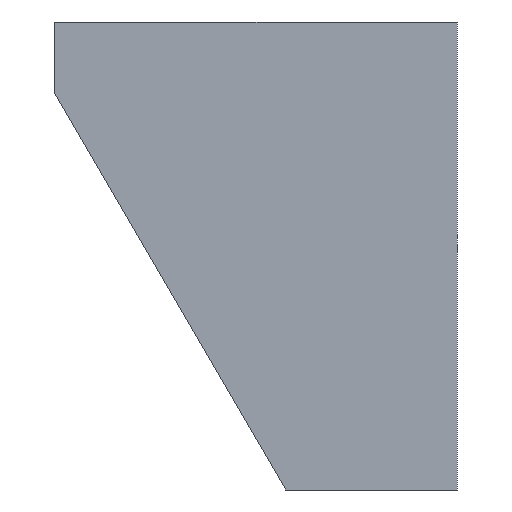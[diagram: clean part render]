
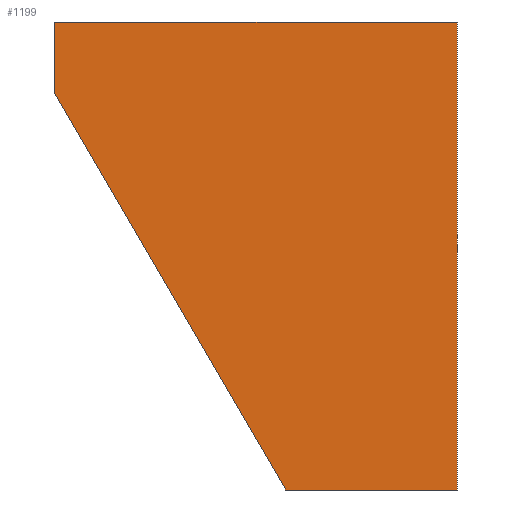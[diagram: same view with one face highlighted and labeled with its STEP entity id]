
A CAD part, left-side view. The second image highlights one B-rep face of the part: STEP entity #1199.
In plain terms, the highlighted planar face has unit normal (-1, 0, 0).
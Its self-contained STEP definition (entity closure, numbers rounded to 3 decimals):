
#27 = LINE ( 'NONE', #393, #1860 ) ;
#42 = CARTESIAN_POINT ( 'NONE',  ( -83., 8.5, 1.525 ) ) ;
#67 = LINE ( 'NONE', #2529, #1791 ) ;
#107 = EDGE_CURVE ( 'NONE', #1577, #2341, #947, .T. ) ;
#200 = CARTESIAN_POINT ( 'NONE',  ( -83., 0., 3.5 ) ) ;
#229 = FACE_OUTER_BOUND ( 'NONE', #434, .T. ) ;
#272 = PLANE ( 'NONE',  #1641 ) ;
#393 = CARTESIAN_POINT ( 'NONE',  ( -83., -2.684, -9.5 ) ) ;
#434 = EDGE_LOOP ( 'NONE', ( #1709, #1881, #1127, #2096, #2177 ) ) ;
#453 = DIRECTION ( 'NONE',  ( 0., 0.503, 0.864 ) ) ;
#689 = CARTESIAN_POINT ( 'NONE',  ( -83., 8.5, 3.5 ) ) ;
#690 = CARTESIAN_POINT ( 'NONE',  ( -83., 0., -9.5 ) ) ;
#829 = EDGE_CURVE ( 'NONE', #2341, #1170, #1953, .T. ) ;
#947 = LINE ( 'NONE', #690, #2510 ) ;
#964 = VECTOR ( 'NONE', #453, 1000. ) ;
#1040 = CARTESIAN_POINT ( 'NONE',  ( -83., -2.684, -9.5 ) ) ;
#1054 = CARTESIAN_POINT ( 'NONE',  ( -83., 0., 0. ) ) ;
#1127 = ORIENTED_EDGE ( 'NONE', *, *, #2446, .F. ) ;
#1136 = DIRECTION ( 'NONE',  ( 0., 0., 1. ) ) ;
#1170 = VERTEX_POINT ( 'NONE', #42 ) ;
#1194 = DIRECTION ( 'NONE',  ( 0., 0., 1. ) ) ;
#1199 = ADVANCED_FACE ( 'NONE', ( #229 ), #272, .T. ) ;
#1237 = CARTESIAN_POINT ( 'NONE',  ( -83., 2.082, -9.5 ) ) ;
#1252 = VERTEX_POINT ( 'NONE', #2012 ) ;
#1577 = VERTEX_POINT ( 'NONE', #1040 ) ;
#1610 = EDGE_CURVE ( 'NONE', #1170, #1982, #67, .T. ) ;
#1641 = AXIS2_PLACEMENT_3D ( 'NONE', #1054, #2522, #1697 ) ;
#1697 = DIRECTION ( 'NONE',  ( 0., 0., 1. ) ) ;
#1709 = ORIENTED_EDGE ( 'NONE', *, *, #107, .F. ) ;
#1791 = VECTOR ( 'NONE', #1136, 1000. ) ;
#1860 = VECTOR ( 'NONE', #1194, 1000. ) ;
#1881 = ORIENTED_EDGE ( 'NONE', *, *, #2331, .T. ) ;
#1921 = CARTESIAN_POINT ( 'NONE',  ( -83., 5.685, -3.31 ) ) ;
#1953 = LINE ( 'NONE', #1921, #964 ) ;
#1982 = VERTEX_POINT ( 'NONE', #689 ) ;
#2012 = CARTESIAN_POINT ( 'NONE',  ( -83., -2.684, 3.5 ) ) ;
#2096 = ORIENTED_EDGE ( 'NONE', *, *, #1610, .F. ) ;
#2175 = DIRECTION ( 'NONE',  ( 0., 1., 0. ) ) ;
#2177 = ORIENTED_EDGE ( 'NONE', *, *, #829, .F. ) ;
#2213 = VECTOR ( 'NONE', #2518, 1000. ) ;
#2257 = LINE ( 'NONE', #200, #2213 ) ;
#2331 = EDGE_CURVE ( 'NONE', #1577, #1252, #27, .T. ) ;
#2341 = VERTEX_POINT ( 'NONE', #1237 ) ;
#2446 = EDGE_CURVE ( 'NONE', #1982, #1252, #2257, .T. ) ;
#2510 = VECTOR ( 'NONE', #2175, 1000. ) ;
#2518 = DIRECTION ( 'NONE',  ( 0., -1., 0. ) ) ;
#2522 = DIRECTION ( 'NONE',  ( -1., 0., 0. ) ) ;
#2529 = CARTESIAN_POINT ( 'NONE',  ( -83., 8.5, 0. ) ) ;
